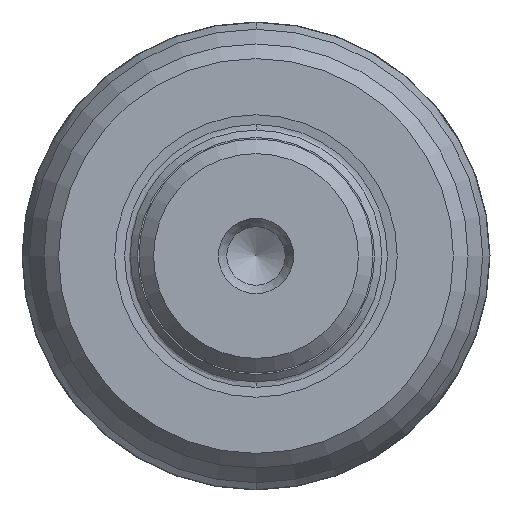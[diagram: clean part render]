
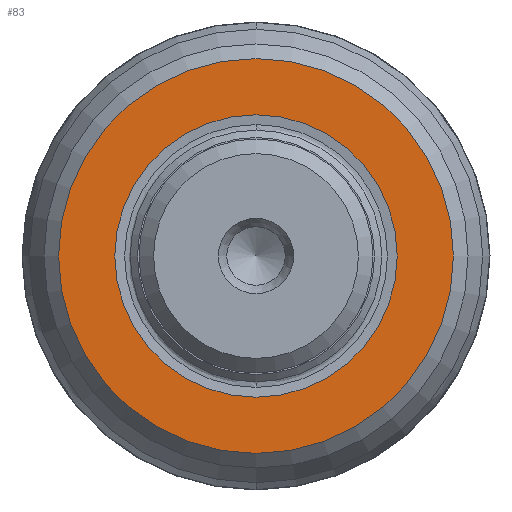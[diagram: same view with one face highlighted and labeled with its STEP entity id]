
A CAD part, left-side view. The second image highlights one B-rep face of the part: STEP entity #83.
In plain terms, the highlighted planar face has unit normal (-1, 0, 0).
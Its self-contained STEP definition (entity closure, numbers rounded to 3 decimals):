
#17 = VERTEX_POINT ( 'NONE', #1062 ) ;
#29 = DIRECTION ( 'NONE',  ( 0., 0., -1. ) ) ;
#30 = DIRECTION ( 'NONE',  ( -1., 0., 0. ) ) ;
#33 = CARTESIAN_POINT ( 'NONE',  ( -41.186, 0., -13.5 ) ) ;
#37 = CARTESIAN_POINT ( 'NONE',  ( -41.186, 0., 0. ) ) ;
#83 = ADVANCED_FACE ( 'NONE', ( #267, #982 ), #1031, .T. ) ;
#104 = CIRCLE ( 'NONE', #347, 13.5 ) ;
#176 = EDGE_CURVE ( 'NONE', #17, #17, #780, .T. ) ;
#267 = FACE_BOUND ( 'NONE', #816, .T. ) ;
#347 = AXIS2_PLACEMENT_3D ( 'NONE', #37, #30, #29 ) ;
#354 = AXIS2_PLACEMENT_3D ( 'NONE', #892, #889, #888 ) ;
#477 = ORIENTED_EDGE ( 'NONE', *, *, #1150, .T. ) ;
#574 = EDGE_LOOP ( 'NONE', ( #477 ) ) ;
#780 = CIRCLE ( 'NONE', #354, 9.653 ) ;
#816 = EDGE_LOOP ( 'NONE', ( #1102 ) ) ;
#888 = DIRECTION ( 'NONE',  ( 0., 0., 1. ) ) ;
#889 = DIRECTION ( 'NONE',  ( -1., 0., 0. ) ) ;
#892 = CARTESIAN_POINT ( 'NONE',  ( -41.186, 0., 0. ) ) ;
#982 = FACE_OUTER_BOUND ( 'NONE', #574, .T. ) ;
#999 = DIRECTION ( 'NONE',  ( 0., 0., 1. ) ) ;
#1002 = CARTESIAN_POINT ( 'NONE',  ( -41.186, -13.662, -13.662 ) ) ;
#1031 = PLANE ( 'NONE',  #1139 ) ;
#1049 = DIRECTION ( 'NONE',  ( -1., 0., 0. ) ) ;
#1062 = CARTESIAN_POINT ( 'NONE',  ( -41.186, 0., 9.653 ) ) ;
#1102 = ORIENTED_EDGE ( 'NONE', *, *, #176, .F. ) ;
#1139 = AXIS2_PLACEMENT_3D ( 'NONE', #1002, #1049, #999 ) ;
#1150 = EDGE_CURVE ( 'NONE', #1152, #1152, #104, .T. ) ;
#1152 = VERTEX_POINT ( 'NONE', #33 ) ;
